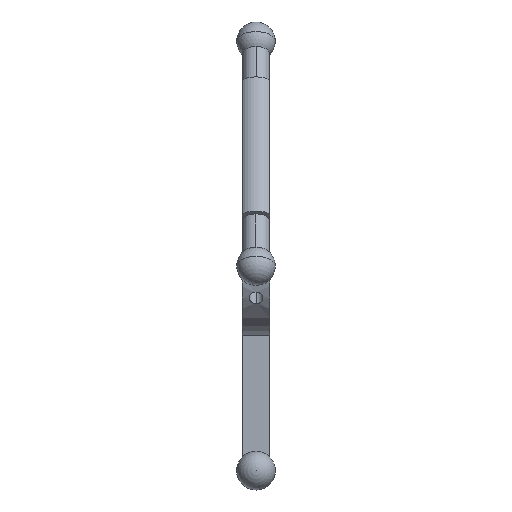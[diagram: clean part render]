
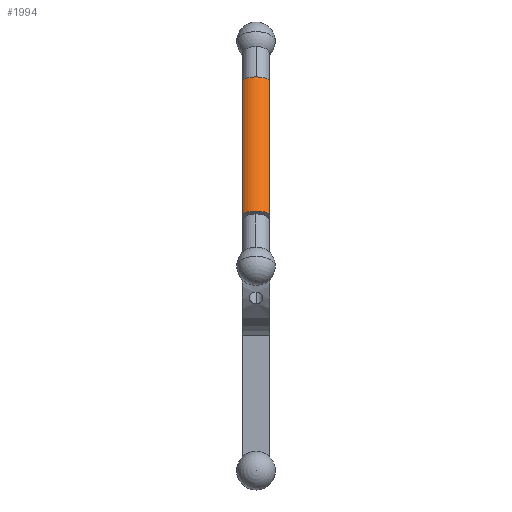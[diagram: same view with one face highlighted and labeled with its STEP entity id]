
A CAD part, left-side view. The second image highlights one B-rep face of the part: STEP entity #1994.
In plain terms, the highlighted cylindrical face has radius 5 mm (diameter 10 mm), a partial arc.
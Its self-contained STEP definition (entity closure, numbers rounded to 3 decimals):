
#79 = CARTESIAN_POINT ( 'NONE',  ( -57.281, 3.5, 9.977 ) ) ;
#126 = CARTESIAN_POINT ( 'NONE',  ( -40.374, 0., 46.404 ) ) ;
#185 = VECTOR ( 'NONE', #1917, 1000. ) ;
#200 = EDGE_CURVE ( 'NONE', #615, #1918, #1601, .T. ) ;
#227 = EDGE_LOOP ( 'NONE', ( #682, #2263, #1569, #1697 ) ) ;
#514 = CARTESIAN_POINT ( 'NONE',  ( -40.374, 7., 46.404 ) ) ;
#598 = CARTESIAN_POINT ( 'NONE',  ( -60.374, 0., 11.763 ) ) ;
#615 = VERTEX_POINT ( 'NONE', #2009 ) ;
#682 = ORIENTED_EDGE ( 'NONE', *, *, #1316, .T. ) ;
#837 = CIRCLE ( 'NONE', #2636, 5. ) ;
#1087 = CARTESIAN_POINT ( 'NONE',  ( -37.281, 3.5, 44.618 ) ) ;
#1136 = CIRCLE ( 'NONE', #1937, 5. ) ;
#1316 = EDGE_CURVE ( 'NONE', #1619, #1918, #837, .T. ) ;
#1338 = EDGE_CURVE ( 'NONE', #2344, #1619, #2806, .T. ) ;
#1462 = EDGE_CURVE ( 'NONE', #2344, #615, #1136, .T. ) ;
#1467 = CYLINDRICAL_SURFACE ( 'NONE', #2291, 5. ) ;
#1541 = CARTESIAN_POINT ( 'NONE',  ( -60.374, 7., 11.763 ) ) ;
#1569 = ORIENTED_EDGE ( 'NONE', *, *, #1462, .F. ) ;
#1601 = LINE ( 'NONE', #1541, #1880 ) ;
#1619 = VERTEX_POINT ( 'NONE', #126 ) ;
#1697 = ORIENTED_EDGE ( 'NONE', *, *, #1338, .T. ) ;
#1707 = DIRECTION ( 'NONE',  ( 0.5, 0., 0.866 ) ) ;
#1773 = DIRECTION ( 'NONE',  ( -0.866, 0., 0.5 ) ) ;
#1880 = VECTOR ( 'NONE', #2511, 1000. ) ;
#1917 = DIRECTION ( 'NONE',  ( 0.5, 0., 0.866 ) ) ;
#1918 = VERTEX_POINT ( 'NONE', #514 ) ;
#1937 = AXIS2_PLACEMENT_3D ( 'NONE', #79, #2416, #1773 ) ;
#1939 = FACE_OUTER_BOUND ( 'NONE', #227, .T. ) ;
#1987 = CARTESIAN_POINT ( 'NONE',  ( -57.281, 3.5, 9.977 ) ) ;
#1994 = ADVANCED_FACE ( 'NONE', ( #1939 ), #1467, .T. ) ;
#2009 = CARTESIAN_POINT ( 'NONE',  ( -60.374, 7., 11.763 ) ) ;
#2263 = ORIENTED_EDGE ( 'NONE', *, *, #200, .F. ) ;
#2291 = AXIS2_PLACEMENT_3D ( 'NONE', #1987, #1707, #2658 ) ;
#2306 = DIRECTION ( 'NONE',  ( -0.866, 0., 0.5 ) ) ;
#2319 = DIRECTION ( 'NONE',  ( -0.5, 0., -0.866 ) ) ;
#2344 = VERTEX_POINT ( 'NONE', #598 ) ;
#2370 = CARTESIAN_POINT ( 'NONE',  ( -60.374, 0., 11.763 ) ) ;
#2416 = DIRECTION ( 'NONE',  ( -0.5, 0., -0.866 ) ) ;
#2511 = DIRECTION ( 'NONE',  ( 0.5, 0., 0.866 ) ) ;
#2636 = AXIS2_PLACEMENT_3D ( 'NONE', #1087, #2319, #2306 ) ;
#2658 = DIRECTION ( 'NONE',  ( 0.866, 0., -0.5 ) ) ;
#2806 = LINE ( 'NONE', #2370, #185 ) ;
